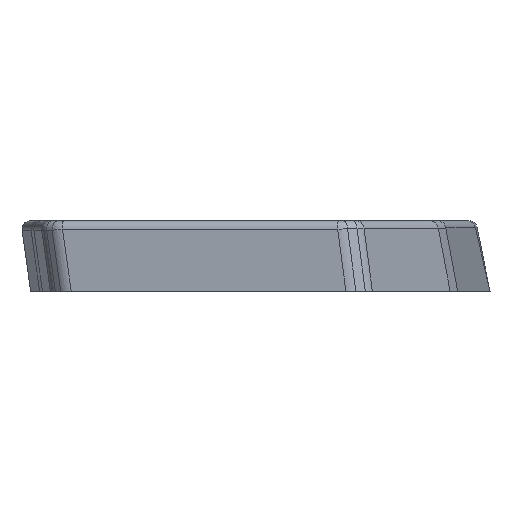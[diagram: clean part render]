
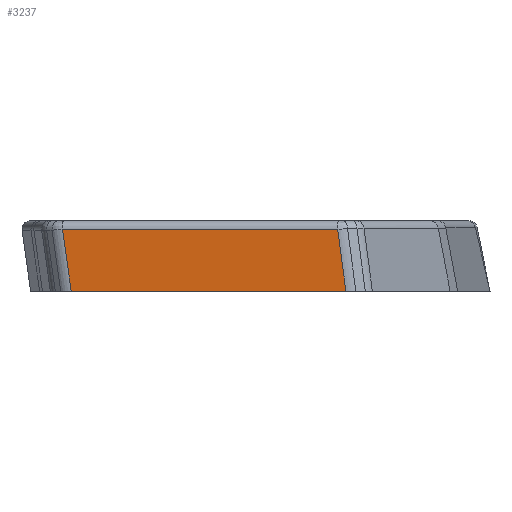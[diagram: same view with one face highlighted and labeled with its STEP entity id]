
A CAD part, left-side view. The second image highlights one B-rep face of the part: STEP entity #3237.
In plain terms, the highlighted planar face has unit normal (-0.995, 0.102, 0).
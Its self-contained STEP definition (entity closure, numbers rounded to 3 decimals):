
#174=PLANE('',#3509);
#325=FACE_OUTER_BOUND('',#517,.T.);
#517=EDGE_LOOP('',(#2774,#2775,#2776,#2777));
#830=LINE('',#5276,#1140);
#877=LINE('',#5466,#1187);
#878=LINE('',#5469,#1188);
#879=LINE('',#5470,#1189);
#1140=VECTOR('',#4105,10.);
#1187=VECTOR('',#4228,10.);
#1188=VECTOR('',#4231,10.);
#1189=VECTOR('',#4232,10.);
#1524=VERTEX_POINT('',#5273);
#1525=VERTEX_POINT('',#5275);
#1582=VERTEX_POINT('',#5464);
#1583=VERTEX_POINT('',#5468);
#1927=EDGE_CURVE('',#1524,#1525,#830,.T.);
#2002=EDGE_CURVE('',#1525,#1582,#877,.T.);
#2003=EDGE_CURVE('',#1582,#1583,#878,.T.);
#2004=EDGE_CURVE('',#1583,#1524,#879,.T.);
#2774=ORIENTED_EDGE('',*,*,#2003,.F.);
#2775=ORIENTED_EDGE('',*,*,#2002,.F.);
#2776=ORIENTED_EDGE('',*,*,#1927,.F.);
#2777=ORIENTED_EDGE('',*,*,#2004,.F.);
#3237=ADVANCED_FACE('',(#325),#174,.T.);
#3509=AXIS2_PLACEMENT_3D('',#5467,#4229,#4230);
#4105=DIRECTION('',(0.102,0.995,0.));
#4228=DIRECTION('',(0.014,0.141,0.99));
#4229=DIRECTION('center_axis',(-0.995,0.102,0.));
#4230=DIRECTION('ref_axis',(-0.102,-0.995,0.));
#4231=DIRECTION('',(-0.102,-0.995,0.));
#4232=DIRECTION('',(-0.014,-0.132,-0.991));
#5273=CARTESIAN_POINT('',(0.492,-73.816,-4.951));
#5275=CARTESIAN_POINT('',(7.116,-9.404,-4.951));
#5276=CARTESIAN_POINT('',(0.114,-77.497,-4.951));
#5464=CARTESIAN_POINT('',(7.328,-7.345,9.549));
#5466=CARTESIAN_POINT('',(7.171,-8.87,-1.19));
#5467=CARTESIAN_POINT('Origin',(7.576,-4.933,-1.951));
#5468=CARTESIAN_POINT('',(0.691,-71.882,9.549));
#5469=CARTESIAN_POINT('',(5.763,-22.558,9.549));
#5470=CARTESIAN_POINT('',(0.611,-72.66,3.717));
